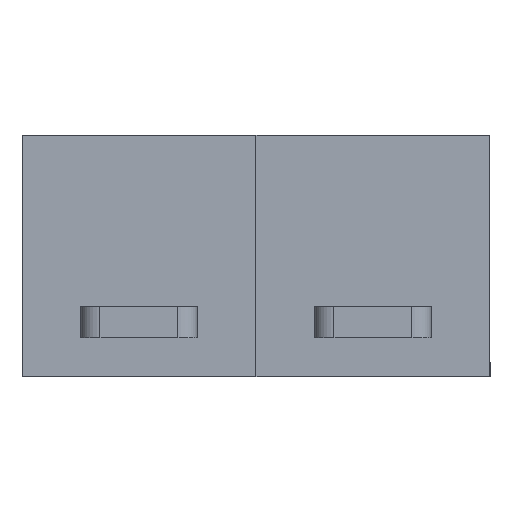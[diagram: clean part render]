
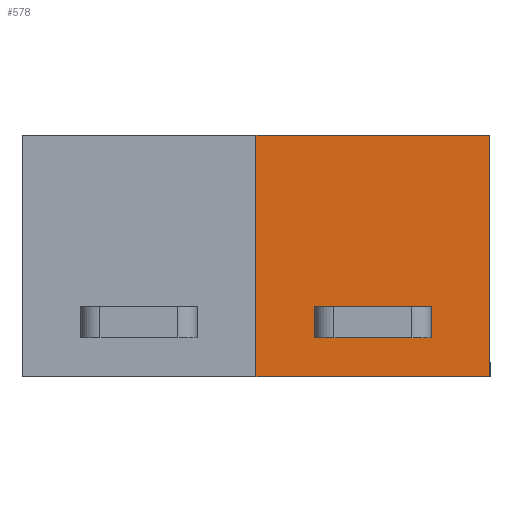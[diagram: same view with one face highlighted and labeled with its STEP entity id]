
A CAD part, left-side view. The second image highlights one B-rep face of the part: STEP entity #578.
In plain terms, the highlighted planar face has unit normal (-1, 0, 0).
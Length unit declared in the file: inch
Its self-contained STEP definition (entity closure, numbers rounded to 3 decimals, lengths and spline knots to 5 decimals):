
#578=ADVANCED_FACE('',(#698,#699),#642,.F.);
#642=PLANE('',#1695);
#698=FACE_BOUND('',#706,.T.);
#699=FACE_BOUND('',#707,.T.);
#706=EDGE_LOOP('',(#774,#775,#776,#777));
#707=EDGE_LOOP('',(#778,#779,#780,#781));
#774=ORIENTED_EDGE('',*,*,#1222,.T.);
#775=ORIENTED_EDGE('',*,*,#1223,.F.);
#776=ORIENTED_EDGE('',*,*,#1224,.F.);
#777=ORIENTED_EDGE('',*,*,#1225,.T.);
#778=ORIENTED_EDGE('',*,*,#1226,.F.);
#779=ORIENTED_EDGE('',*,*,#1227,.F.);
#780=ORIENTED_EDGE('',*,*,#1228,.F.);
#781=ORIENTED_EDGE('',*,*,#1229,.F.);
#1110=VERTEX_POINT('',#2091);
#1111=VERTEX_POINT('',#2092);
#1112=VERTEX_POINT('',#2094);
#1113=VERTEX_POINT('',#2096);
#1114=VERTEX_POINT('',#2099);
#1115=VERTEX_POINT('',#2100);
#1116=VERTEX_POINT('',#2102);
#1117=VERTEX_POINT('',#2104);
#1222=EDGE_CURVE('',#1110,#1111,#1390,.T.);
#1223=EDGE_CURVE('',#1112,#1111,#1391,.T.);
#1224=EDGE_CURVE('',#1113,#1112,#1392,.T.);
#1225=EDGE_CURVE('',#1113,#1110,#1393,.T.);
#1226=EDGE_CURVE('',#1114,#1115,#1394,.T.);
#1227=EDGE_CURVE('',#1116,#1114,#1395,.T.);
#1228=EDGE_CURVE('',#1117,#1116,#1396,.T.);
#1229=EDGE_CURVE('',#1115,#1117,#1397,.T.);
#1390=LINE('',#2090,#1542);
#1391=LINE('',#2093,#1543);
#1392=LINE('',#2095,#1544);
#1393=LINE('',#2097,#1545);
#1394=LINE('',#2098,#1546);
#1395=LINE('',#2101,#1547);
#1396=LINE('',#2103,#1548);
#1397=LINE('',#2105,#1549);
#1542=VECTOR('',#1777,1.);
#1543=VECTOR('',#1778,1.);
#1544=VECTOR('',#1779,1.);
#1545=VECTOR('',#1780,1.);
#1546=VECTOR('',#1781,1.);
#1547=VECTOR('',#1782,1.);
#1548=VECTOR('',#1783,1.);
#1549=VECTOR('',#1784,1.);
#1695=AXIS2_PLACEMENT_3D('',#2106,#1785,#1786);
#1777=DIRECTION('',(0.,-1.,0.));
#1778=DIRECTION('',(0.,0.,-1.));
#1779=DIRECTION('',(0.,-1.,0.));
#1780=DIRECTION('',(0.,0.,-1.));
#1781=DIRECTION('',(0.,1.,0.));
#1782=DIRECTION('',(0.,0.,1.));
#1783=DIRECTION('',(0.,-1.,0.));
#1784=DIRECTION('',(0.,0.,-1.));
#1785=DIRECTION('',(1.,0.,0.));
#1786=DIRECTION('',(0.,0.,-1.));
#2090=CARTESIAN_POINT('',(0.,0.3,0.));
#2091=CARTESIAN_POINT('',(0.,0.3,0.));
#2092=CARTESIAN_POINT('',(0.,0.,0.));
#2093=CARTESIAN_POINT('',(0.,0.,0.31));
#2094=CARTESIAN_POINT('',(0.,0.,0.31));
#2095=CARTESIAN_POINT('',(0.,0.3,0.31));
#2096=CARTESIAN_POINT('',(0.,0.3,0.31));
#2097=CARTESIAN_POINT('',(0.,0.3,0.31));
#2098=CARTESIAN_POINT('',(0.,0.075,0.09));
#2099=CARTESIAN_POINT('',(0.,0.075,0.09));
#2100=CARTESIAN_POINT('',(0.,0.225,0.09));
#2101=CARTESIAN_POINT('',(0.,0.075,0.05));
#2102=CARTESIAN_POINT('',(0.,0.075,0.05));
#2103=CARTESIAN_POINT('',(0.,0.225,0.05));
#2104=CARTESIAN_POINT('',(0.,0.225,0.05));
#2105=CARTESIAN_POINT('',(0.,0.225,0.09));
#2106=CARTESIAN_POINT('',(0.,0.3,0.31));
